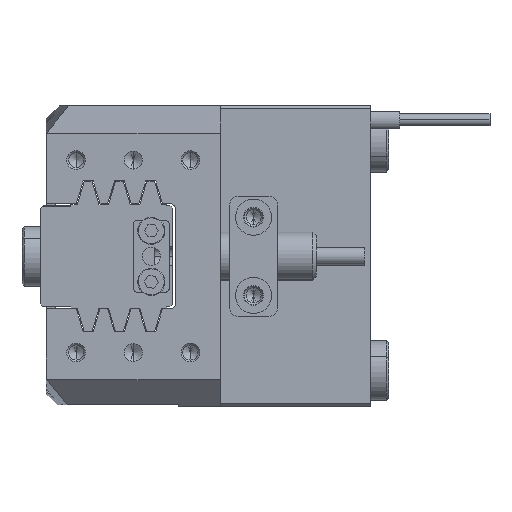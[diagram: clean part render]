
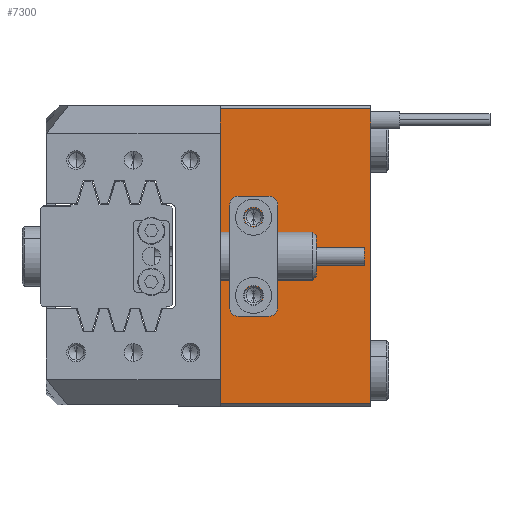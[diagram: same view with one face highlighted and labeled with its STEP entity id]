
A CAD part, left-side view. The second image highlights one B-rep face of the part: STEP entity #7300.
In plain terms, the highlighted planar face has unit normal (-1, 0, 0).
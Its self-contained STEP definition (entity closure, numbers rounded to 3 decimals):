
#337 = AXIS2_PLACEMENT_3D ( 'NONE', #7041, #6910, #10031 ) ;
#656 = CIRCLE ( 'NONE', #1702, 1.55 ) ;
#1176 = VERTEX_POINT ( 'NONE', #27912 ) ;
#1440 = DIRECTION ( 'NONE',  ( 0., 0., -1. ) ) ;
#1702 = AXIS2_PLACEMENT_3D ( 'NONE', #10348, #38418, #10480 ) ;
#1924 = CARTESIAN_POINT ( 'NONE',  ( -40.5, -32.5, 24.5 ) ) ;
#2262 = DIRECTION ( 'NONE',  ( 1., 0., 0. ) ) ;
#2576 = CARTESIAN_POINT ( 'NONE',  ( -40.5, -7.5, 25. ) ) ;
#3224 = VERTEX_POINT ( 'NONE', #30012 ) ;
#3246 = VECTOR ( 'NONE', #21568, 1000. ) ;
#3396 = EDGE_CURVE ( 'NONE', #17897, #36552, #21660, .T. ) ;
#3763 = LINE ( 'NONE', #18124, #3246 ) ;
#3768 = EDGE_LOOP ( 'NONE', ( #29894, #22817 ) ) ;
#4085 = EDGE_CURVE ( 'NONE', #1176, #3224, #19636, .T. ) ;
#4408 = ORIENTED_EDGE ( 'NONE', *, *, #4085, .T. ) ;
#4790 = VERTEX_POINT ( 'NONE', #19376 ) ;
#5297 = CARTESIAN_POINT ( 'NONE',  ( -40.5, -13., 6.5 ) ) ;
#5429 = AXIS2_PLACEMENT_3D ( 'NONE', #23691, #39388, #20356 ) ;
#6141 = VECTOR ( 'NONE', #27527, 1000. ) ;
#6373 = PLANE ( 'NONE',  #17329 ) ;
#6511 = DIRECTION ( 'NONE',  ( 1., 0., 0. ) ) ;
#6910 = DIRECTION ( 'NONE',  ( 1., 0., 0. ) ) ;
#7041 = CARTESIAN_POINT ( 'NONE',  ( -40.5, -13., -6.5 ) ) ;
#7300 = ADVANCED_FACE ( 'NONE', ( #39505, #13041, #29214 ), #6373, .F. ) ;
#7703 = CARTESIAN_POINT ( 'NONE',  ( -40.5, -32.5, -24.5 ) ) ;
#8561 = ORIENTED_EDGE ( 'NONE', *, *, #3396, .F. ) ;
#8744 = CIRCLE ( 'NONE', #9468, 1.55 ) ;
#9269 = ORIENTED_EDGE ( 'NONE', *, *, #16854, .T. ) ;
#9468 = AXIS2_PLACEMENT_3D ( 'NONE', #5297, #2262, #1440 ) ;
#10031 = DIRECTION ( 'NONE',  ( 0., 0., -1. ) ) ;
#10348 = CARTESIAN_POINT ( 'NONE',  ( -40.5, -13., -6.5 ) ) ;
#10480 = DIRECTION ( 'NONE',  ( 0., 0., -1. ) ) ;
#11374 = EDGE_CURVE ( 'NONE', #40044, #36552, #16856, .T. ) ;
#11986 = LINE ( 'NONE', #2576, #6141 ) ;
#13041 = FACE_BOUND ( 'NONE', #3768, .T. ) ;
#15356 = EDGE_CURVE ( 'NONE', #3224, #1176, #8744, .T. ) ;
#15571 = ORIENTED_EDGE ( 'NONE', *, *, #23939, .T. ) ;
#16854 = EDGE_CURVE ( 'NONE', #17897, #31198, #3763, .T. ) ;
#16856 = LINE ( 'NONE', #37449, #22778 ) ;
#17329 = AXIS2_PLACEMENT_3D ( 'NONE', #31307, #6511, #34553 ) ;
#17791 = CARTESIAN_POINT ( 'NONE',  ( -40.5, -13., -4.95 ) ) ;
#17897 = VERTEX_POINT ( 'NONE', #1924 ) ;
#18124 = CARTESIAN_POINT ( 'NONE',  ( -40.5, -32.5, 24.5 ) ) ;
#18217 = VECTOR ( 'NONE', #37529, 1000. ) ;
#19214 = EDGE_CURVE ( 'NONE', #25240, #4790, #656, .T. ) ;
#19376 = CARTESIAN_POINT ( 'NONE',  ( -40.5, -13., -8.05 ) ) ;
#19636 = CIRCLE ( 'NONE', #5429, 1.55 ) ;
#20356 = DIRECTION ( 'NONE',  ( 0., 0., -1. ) ) ;
#21568 = DIRECTION ( 'NONE',  ( 0., 1., 0. ) ) ;
#21660 = LINE ( 'NONE', #34360, #18217 ) ;
#22778 = VECTOR ( 'NONE', #31438, 1000. ) ;
#22817 = ORIENTED_EDGE ( 'NONE', *, *, #40347, .T. ) ;
#23060 = CIRCLE ( 'NONE', #337, 1.55 ) ;
#23691 = CARTESIAN_POINT ( 'NONE',  ( -40.5, -13., 6.5 ) ) ;
#23795 = CARTESIAN_POINT ( 'NONE',  ( -40.5, -7.5, -24.5 ) ) ;
#23939 = EDGE_CURVE ( 'NONE', #31198, #40044, #11986, .T. ) ;
#25240 = VERTEX_POINT ( 'NONE', #17791 ) ;
#26755 = EDGE_LOOP ( 'NONE', ( #4408, #35272 ) ) ;
#27527 = DIRECTION ( 'NONE',  ( 0., 0., -1. ) ) ;
#27912 = CARTESIAN_POINT ( 'NONE',  ( -40.5, -13., 8.05 ) ) ;
#28145 = ORIENTED_EDGE ( 'NONE', *, *, #11374, .T. ) ;
#28202 = CARTESIAN_POINT ( 'NONE',  ( -40.5, -7.5, 24.5 ) ) ;
#28255 = EDGE_LOOP ( 'NONE', ( #15571, #28145, #8561, #9269 ) ) ;
#29214 = FACE_OUTER_BOUND ( 'NONE', #28255, .T. ) ;
#29894 = ORIENTED_EDGE ( 'NONE', *, *, #19214, .T. ) ;
#30012 = CARTESIAN_POINT ( 'NONE',  ( -40.5, -13., 4.95 ) ) ;
#31198 = VERTEX_POINT ( 'NONE', #28202 ) ;
#31307 = CARTESIAN_POINT ( 'NONE',  ( -40.5, -32.5, 25. ) ) ;
#31438 = DIRECTION ( 'NONE',  ( 0., -1., 0. ) ) ;
#34360 = CARTESIAN_POINT ( 'NONE',  ( -40.5, -32.5, 25. ) ) ;
#34553 = DIRECTION ( 'NONE',  ( 0., 0., -1. ) ) ;
#35272 = ORIENTED_EDGE ( 'NONE', *, *, #15356, .T. ) ;
#36552 = VERTEX_POINT ( 'NONE', #7703 ) ;
#37449 = CARTESIAN_POINT ( 'NONE',  ( -40.5, -32.5, -24.5 ) ) ;
#37529 = DIRECTION ( 'NONE',  ( 0., 0., -1. ) ) ;
#38418 = DIRECTION ( 'NONE',  ( 1., 0., 0. ) ) ;
#39388 = DIRECTION ( 'NONE',  ( 1., 0., 0. ) ) ;
#39505 = FACE_BOUND ( 'NONE', #26755, .T. ) ;
#40044 = VERTEX_POINT ( 'NONE', #23795 ) ;
#40347 = EDGE_CURVE ( 'NONE', #4790, #25240, #23060, .T. ) ;
